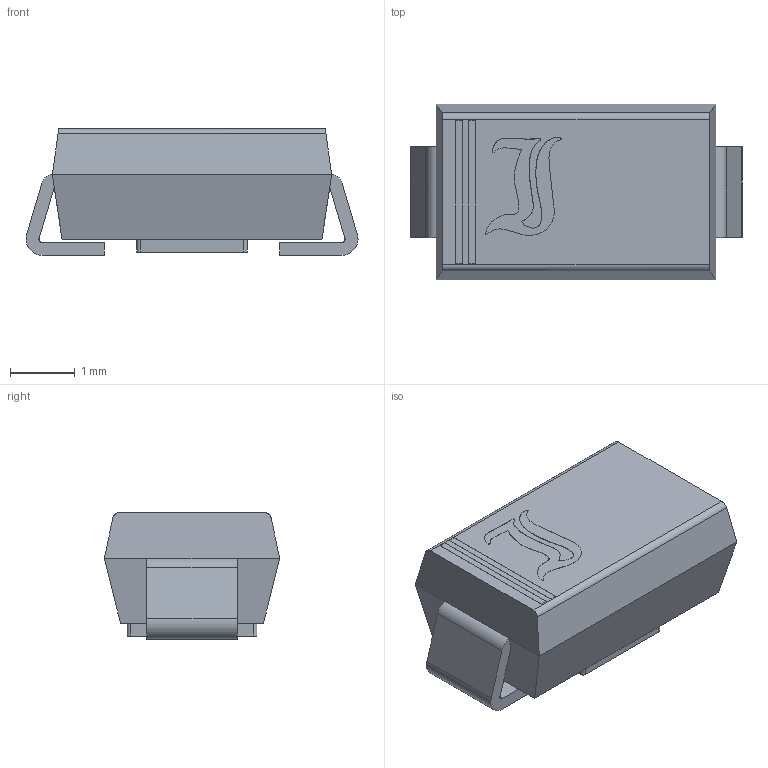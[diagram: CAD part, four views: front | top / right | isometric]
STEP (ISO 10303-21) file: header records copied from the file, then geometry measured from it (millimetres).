
FILE_DESCRIPTION (( 'STEP AP214' ), '1' );
FILE_NAME ('93F7B0F4-3F40-4D91-89B6-D7CF8ABDEE14.STEP', '2022-10-27T11:48:35', ( '' ), ( '' ), 'SwSTEP 2.0', 'SolidWorks 2022', '' );
FILE_SCHEMA (( 'AUTOMOTIVE_DESIGN' ));
Length unit declared in the file: millimetre
Products named in the file (1): 93F7B0F4-3F40-4D91-89B6-D7CF8ABDEE14
Bounding box: 5.11 x 2.7 x 1.95 mm (x, y, z)
Volume: 19.6 mm3; surface area: 56.9 mm2
Topology: 1 solids, 1 shells, 63 faces, 163 edges, 106 vertices
Faces by surface type: plane 44, cylinder 12, bspline 7
Entity records: 2522 total; most frequent: CARTESIAN_POINT 537, ORIENTED_EDGE 326, DIRECTION 279, EDGE_CURVE 163, VECTOR 125, LINE 125, VERTEX_POINT 106, AXIS2_PLACEMENT_3D 77
